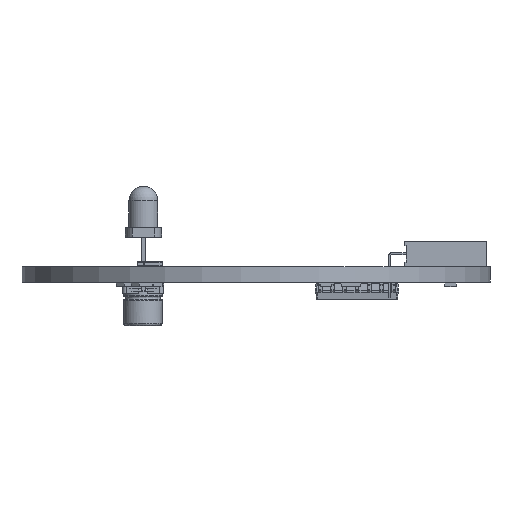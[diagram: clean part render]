
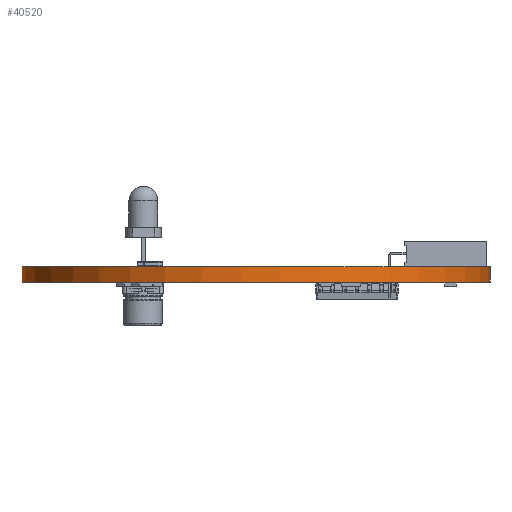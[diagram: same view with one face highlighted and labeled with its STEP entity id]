
A CAD part, left-side view. The second image highlights one B-rep face of the part: STEP entity #40520.
In plain terms, the highlighted cylindrical face has radius 24.276 mm (diameter 48.553 mm), a partial arc.
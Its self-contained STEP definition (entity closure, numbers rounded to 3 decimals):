
#39028 = CYLINDRICAL_SURFACE('',#39029,26.86);
#39029 = AXIS2_PLACEMENT_3D('',#39030,#39031,#39032);
#39030 = CARTESIAN_POINT('',(129.785,-137.5,0.));
#39031 = DIRECTION('',(-0.,-0.,-1.));
#39032 = DIRECTION('',(1.,0.,-0.));
#39056 = PLANE('',#39057);
#39057 = AXIS2_PLACEMENT_3D('',#39058,#39059,#39060);
#39058 = CARTESIAN_POINT('',(150.,-92.319,1.6));
#39059 = DIRECTION('',(0.,0.,1.));
#39060 = DIRECTION('',(1.,0.,-0.));
#39110 = PLANE('',#39111);
#39111 = AXIS2_PLACEMENT_3D('',#39112,#39113,#39114);
#39112 = CARTESIAN_POINT('',(150.,-92.319,0.));
#39113 = DIRECTION('',(0.,0.,1.));
#39114 = DIRECTION('',(1.,0.,-0.));
#39127 = VERTEX_POINT('',#39128);
#39128 = CARTESIAN_POINT('',(115.979,-114.46,1.6));
#39150 = EDGE_CURVE('',#39151,#39127,#39153,.T.);
#39151 = VERTEX_POINT('',#39152);
#39152 = CARTESIAN_POINT('',(115.979,-114.46,0.));
#39153 = SURFACE_CURVE('',#39154,(#39158,#39165),.PCURVE_S1.);
#39154 = LINE('',#39155,#39156);
#39155 = CARTESIAN_POINT('',(115.979,-114.46,0.));
#39156 = VECTOR('',#39157,1.);
#39157 = DIRECTION('',(0.,0.,1.));
#39158 = PCURVE('',#39028,#39159);
#39159 = DEFINITIONAL_REPRESENTATION('',(#39160),#39164);
#39160 = LINE('',#39161,#39162);
#39161 = CARTESIAN_POINT('',(-2.111,0.));
#39162 = VECTOR('',#39163,1.);
#39163 = DIRECTION('',(-0.,-1.));
#39164 = ( GEOMETRIC_REPRESENTATION_CONTEXT(2) 
PARAMETRIC_REPRESENTATION_CONTEXT() REPRESENTATION_CONTEXT('2D SPACE',''
  ) );
#39165 = PCURVE('',#39166,#39171);
#39166 = CYLINDRICAL_SURFACE('',#39167,24.276);
#39167 = AXIS2_PLACEMENT_3D('',#39168,#39169,#39170);
#39168 = CARTESIAN_POINT('',(103.5,-93.636,0.));
#39169 = DIRECTION('',(-0.,-0.,-1.));
#39170 = DIRECTION('',(1.,0.,-0.));
#39171 = DEFINITIONAL_REPRESENTATION('',(#39172),#39176);
#39172 = LINE('',#39173,#39174);
#39173 = CARTESIAN_POINT('',(-5.252,0.));
#39174 = VECTOR('',#39175,1.);
#39175 = DIRECTION('',(-0.,-1.));
#39176 = ( GEOMETRIC_REPRESENTATION_CONTEXT(2) 
PARAMETRIC_REPRESENTATION_CONTEXT() REPRESENTATION_CONTEXT('2D SPACE',''
  ) );
#39591 = VERTEX_POINT('',#39592);
#39592 = CARTESIAN_POINT('',(103.5,-69.36,0.));
#39607 = CYLINDRICAL_SURFACE('',#39608,75.4);
#39608 = AXIS2_PLACEMENT_3D('',#39609,#39610,#39611);
#39609 = CARTESIAN_POINT('',(103.5,-144.76,0.));
#39610 = DIRECTION('',(-0.,-0.,-1.));
#39611 = DIRECTION('',(1.,0.,-0.));
#39619 = EDGE_CURVE('',#39591,#39151,#39620,.T.);
#39620 = SURFACE_CURVE('',#39621,(#39626,#39633),.PCURVE_S1.);
#39621 = CIRCLE('',#39622,24.276);
#39622 = AXIS2_PLACEMENT_3D('',#39623,#39624,#39625);
#39623 = CARTESIAN_POINT('',(103.5,-93.636,0.));
#39624 = DIRECTION('',(0.,0.,1.));
#39625 = DIRECTION('',(1.,0.,-0.));
#39626 = PCURVE('',#39110,#39627);
#39627 = DEFINITIONAL_REPRESENTATION('',(#39628),#39632);
#39628 = CIRCLE('',#39629,24.276);
#39629 = AXIS2_PLACEMENT_2D('',#39630,#39631);
#39630 = CARTESIAN_POINT('',(-46.5,-1.317));
#39631 = DIRECTION('',(1.,0.));
#39632 = ( GEOMETRIC_REPRESENTATION_CONTEXT(2) 
PARAMETRIC_REPRESENTATION_CONTEXT() REPRESENTATION_CONTEXT('2D SPACE',''
  ) );
#39633 = PCURVE('',#39166,#39634);
#39634 = DEFINITIONAL_REPRESENTATION('',(#39635),#39639);
#39635 = LINE('',#39636,#39637);
#39636 = CARTESIAN_POINT('',(-0.,0.));
#39637 = VECTOR('',#39638,1.);
#39638 = DIRECTION('',(-1.,0.));
#39639 = ( GEOMETRIC_REPRESENTATION_CONTEXT(2) 
PARAMETRIC_REPRESENTATION_CONTEXT() REPRESENTATION_CONTEXT('2D SPACE',''
  ) );
#40215 = VERTEX_POINT('',#40216);
#40216 = CARTESIAN_POINT('',(103.5,-69.36,1.6));
#40238 = EDGE_CURVE('',#40215,#39127,#40239,.T.);
#40239 = SURFACE_CURVE('',#40240,(#40245,#40252),.PCURVE_S1.);
#40240 = CIRCLE('',#40241,24.276);
#40241 = AXIS2_PLACEMENT_3D('',#40242,#40243,#40244);
#40242 = CARTESIAN_POINT('',(103.5,-93.636,1.6));
#40243 = DIRECTION('',(0.,0.,1.));
#40244 = DIRECTION('',(1.,0.,-0.));
#40245 = PCURVE('',#39056,#40246);
#40246 = DEFINITIONAL_REPRESENTATION('',(#40247),#40251);
#40247 = CIRCLE('',#40248,24.276);
#40248 = AXIS2_PLACEMENT_2D('',#40249,#40250);
#40249 = CARTESIAN_POINT('',(-46.5,-1.317));
#40250 = DIRECTION('',(1.,0.));
#40251 = ( GEOMETRIC_REPRESENTATION_CONTEXT(2) 
PARAMETRIC_REPRESENTATION_CONTEXT() REPRESENTATION_CONTEXT('2D SPACE',''
  ) );
#40252 = PCURVE('',#39166,#40253);
#40253 = DEFINITIONAL_REPRESENTATION('',(#40254),#40258);
#40254 = LINE('',#40255,#40256);
#40255 = CARTESIAN_POINT('',(-0.,-1.6));
#40256 = VECTOR('',#40257,1.);
#40257 = DIRECTION('',(-1.,0.));
#40258 = ( GEOMETRIC_REPRESENTATION_CONTEXT(2) 
PARAMETRIC_REPRESENTATION_CONTEXT() REPRESENTATION_CONTEXT('2D SPACE',''
  ) );
#40520 = ADVANCED_FACE('',(#40521),#39166,.T.);
#40521 = FACE_BOUND('',#40522,.F.);
#40522 = EDGE_LOOP('',(#40523,#40544,#40545,#40546));
#40523 = ORIENTED_EDGE('',*,*,#40524,.T.);
#40524 = EDGE_CURVE('',#39591,#40215,#40525,.T.);
#40525 = SURFACE_CURVE('',#40526,(#40530,#40537),.PCURVE_S1.);
#40526 = LINE('',#40527,#40528);
#40527 = CARTESIAN_POINT('',(103.5,-69.36,0.));
#40528 = VECTOR('',#40529,1.);
#40529 = DIRECTION('',(0.,0.,1.));
#40530 = PCURVE('',#39166,#40531);
#40531 = DEFINITIONAL_REPRESENTATION('',(#40532),#40536);
#40532 = LINE('',#40533,#40534);
#40533 = CARTESIAN_POINT('',(-1.571,0.));
#40534 = VECTOR('',#40535,1.);
#40535 = DIRECTION('',(-0.,-1.));
#40536 = ( GEOMETRIC_REPRESENTATION_CONTEXT(2) 
PARAMETRIC_REPRESENTATION_CONTEXT() REPRESENTATION_CONTEXT('2D SPACE',''
  ) );
#40537 = PCURVE('',#39607,#40538);
#40538 = DEFINITIONAL_REPRESENTATION('',(#40539),#40543);
#40539 = LINE('',#40540,#40541);
#40540 = CARTESIAN_POINT('',(-1.571,0.));
#40541 = VECTOR('',#40542,1.);
#40542 = DIRECTION('',(-0.,-1.));
#40543 = ( GEOMETRIC_REPRESENTATION_CONTEXT(2) 
PARAMETRIC_REPRESENTATION_CONTEXT() REPRESENTATION_CONTEXT('2D SPACE',''
  ) );
#40544 = ORIENTED_EDGE('',*,*,#40238,.T.);
#40545 = ORIENTED_EDGE('',*,*,#39150,.F.);
#40546 = ORIENTED_EDGE('',*,*,#39619,.F.);
